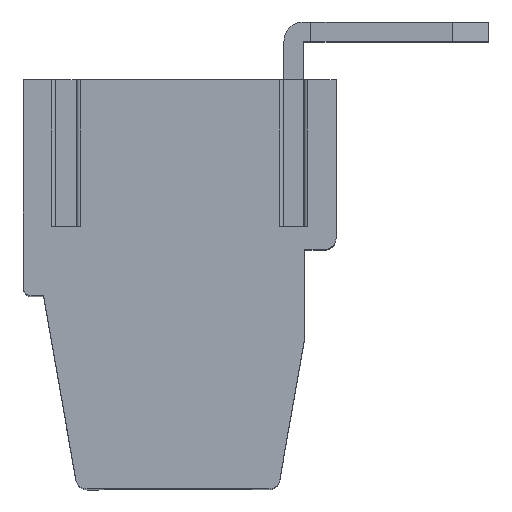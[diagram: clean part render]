
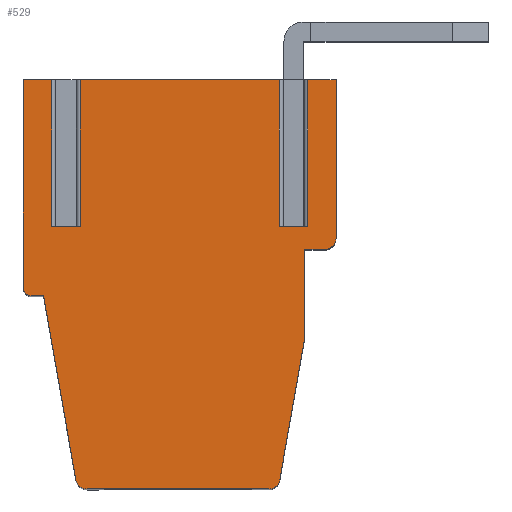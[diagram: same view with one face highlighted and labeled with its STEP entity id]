
A CAD part, top view. The second image highlights one B-rep face of the part: STEP entity #529.
In plain terms, the highlighted planar face has unit normal (0, 0, 1).
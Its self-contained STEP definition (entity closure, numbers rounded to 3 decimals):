
#529 = ADVANCED_FACE( '', ( #1079 ), #1080, .F. );
#1079 = FACE_OUTER_BOUND( '', #1635, .T. );
#1080 = PLANE( '', #1636 );
#1635 = EDGE_LOOP( '', ( #3245, #3246, #3247, #3248, #3249, #3250, #3251, #3252, #3253, #3254, #3255, #3256, #3257, #3258, #3259, #3260, #3261, #3262, #3263, #3264, #3265 ) );
#1636 = AXIS2_PLACEMENT_3D( '', #3266, #3267, #3268 );
#3245 = ORIENTED_EDGE( '', *, *, #3597, .T. );
#3246 = ORIENTED_EDGE( '', *, *, #4054, .T. );
#3247 = ORIENTED_EDGE( '', *, *, #4064, .T. );
#3248 = ORIENTED_EDGE( '', *, *, #3781, .T. );
#3249 = ORIENTED_EDGE( '', *, *, #3588, .T. );
#3250 = ORIENTED_EDGE( '', *, *, #3425, .F. );
#3251 = ORIENTED_EDGE( '', *, *, #4014, .T. );
#3252 = ORIENTED_EDGE( '', *, *, #3747, .T. );
#3253 = ORIENTED_EDGE( '', *, *, #3969, .T. );
#3254 = ORIENTED_EDGE( '', *, *, #4065, .F. );
#3255 = ORIENTED_EDGE( '', *, *, #3715, .T. );
#3256 = ORIENTED_EDGE( '', *, *, #4066, .T. );
#3257 = ORIENTED_EDGE( '', *, *, #3835, .T. );
#3258 = ORIENTED_EDGE( '', *, *, #4023, .T. );
#3259 = ORIENTED_EDGE( '', *, *, #3980, .T. );
#3260 = ORIENTED_EDGE( '', *, *, #3412, .F. );
#3261 = ORIENTED_EDGE( '', *, *, #4010, .F. );
#3262 = ORIENTED_EDGE( '', *, *, #3605, .T. );
#3263 = ORIENTED_EDGE( '', *, *, #3937, .T. );
#3264 = ORIENTED_EDGE( '', *, *, #3760, .T. );
#3265 = ORIENTED_EDGE( '', *, *, #4067, .T. );
#3266 = CARTESIAN_POINT( '', ( 51.952, 1.043, -42.5 ) );
#3267 = DIRECTION( '', ( 0., 0., -1. ) );
#3268 = DIRECTION( '', ( 0., -1., 0. ) );
#3412 = EDGE_CURVE( '', #4099, #4101, #4102, .T. );
#3425 = EDGE_CURVE( '', #4123, #4126, #4127, .T. );
#3588 = EDGE_CURVE( '', #4412, #4126, #4413, .T. );
#3597 = EDGE_CURVE( '', #4430, #4428, #4431, .T. );
#3605 = EDGE_CURVE( '', #4445, #4443, #4446, .T. );
#3715 = EDGE_CURVE( '', #4628, #4626, #4629, .T. );
#3747 = EDGE_CURVE( '', #4678, #4676, #4679, .T. );
#3760 = EDGE_CURVE( '', #4701, #4699, #4702, .T. );
#3781 = EDGE_CURVE( '', #4728, #4412, #4729, .T. );
#3835 = EDGE_CURVE( '', #4809, #4807, #4810, .T. );
#3937 = EDGE_CURVE( '', #4443, #4701, #4937, .T. );
#3969 = EDGE_CURVE( '', #4676, #4972, #4974, .T. );
#3980 = EDGE_CURVE( '', #4988, #4101, #4989, .T. );
#4010 = EDGE_CURVE( '', #4445, #4099, #5022, .T. );
#4014 = EDGE_CURVE( '', #4123, #4678, #5026, .T. );
#4023 = EDGE_CURVE( '', #4807, #4988, #5037, .T. );
#4054 = EDGE_CURVE( '', #4428, #5070, #5072, .T. );
#4064 = EDGE_CURVE( '', #5070, #4728, #5082, .T. );
#4065 = EDGE_CURVE( '', #4628, #4972, #5083, .T. );
#4066 = EDGE_CURVE( '', #4626, #4809, #5084, .T. );
#4067 = EDGE_CURVE( '', #4699, #4430, #5085, .T. );
#4099 = VERTEX_POINT( '', #5123 );
#4101 = VERTEX_POINT( '', #5126 );
#4102 = CIRCLE( '', #5127, 0.298 );
#4123 = VERTEX_POINT( '', #5161 );
#4126 = VERTEX_POINT( '', #5165 );
#4127 = LINE( '', #5166, #5167 );
#4412 = VERTEX_POINT( '', #5581 );
#4413 = LINE( '', #5582, #5583 );
#4428 = VERTEX_POINT( '', #5602 );
#4430 = VERTEX_POINT( '', #5604 );
#4431 = LINE( '', #5605, #5606 );
#4443 = VERTEX_POINT( '', #5622 );
#4445 = VERTEX_POINT( '', #5624 );
#4446 = LINE( '', #5625, #5626 );
#4626 = VERTEX_POINT( '', #5885 );
#4628 = VERTEX_POINT( '', #5888 );
#4629 = LINE( '', #5889, #5890 );
#4676 = VERTEX_POINT( '', #5957 );
#4678 = VERTEX_POINT( '', #5960 );
#4679 = LINE( '', #5961, #5962 );
#4699 = VERTEX_POINT( '', #5990 );
#4701 = VERTEX_POINT( '', #5992 );
#4702 = LINE( '', #5993, #5994 );
#4728 = VERTEX_POINT( '', #6031 );
#4729 = LINE( '', #6032, #6033 );
#4807 = VERTEX_POINT( '', #6150 );
#4809 = VERTEX_POINT( '', #6153 );
#4810 = LINE( '', #6154, #6155 );
#4937 = LINE( '', #6349, #6350 );
#4972 = VERTEX_POINT( '', #6404 );
#4974 = LINE( '', #6407, #6408 );
#4988 = VERTEX_POINT( '', #6427 );
#4989 = LINE( '', #6428, #6429 );
#5022 = LINE( '', #6475, #6476 );
#5026 = CIRCLE( '', #6481, 0.198 );
#5037 = LINE( '', #6496, #6497 );
#5070 = VERTEX_POINT( '', #6541 );
#5072 = LINE( '', #6543, #6544 );
#5082 = LINE( '', #6556, #6557 );
#5083 = CIRCLE( '', #6558, 0.298 );
#5084 = CIRCLE( '', #6559, 0.298 );
#5085 = LINE( '', #6560, #6561 );
#5123 = CARTESIAN_POINT( '', ( 56.05, -3.055, -42.5 ) );
#5126 = CARTESIAN_POINT( '', ( 55.752, -3.353, -42.5 ) );
#5127 = AXIS2_PLACEMENT_3D( '', #6586, #6587, #6588 );
#5161 = CARTESIAN_POINT( '', ( 47.954, -4.355, -42.5 ) );
#5165 = CARTESIAN_POINT( '', ( 47.954, 1.043, -42.5 ) );
#5166 = CARTESIAN_POINT( '', ( 47.954, -4.355, -42.5 ) );
#5167 = VECTOR( '', #6599, 1000. );
#5581 = CARTESIAN_POINT( '', ( 48.68, 1.043, -42.5 ) );
#5582 = CARTESIAN_POINT( '', ( 51.952, 1.043, -42.5 ) );
#5583 = VECTOR( '', #6760, 1000. );
#5602 = CARTESIAN_POINT( '', ( 49.42, 1.043, -42.5 ) );
#5604 = CARTESIAN_POINT( '', ( 54.58, 1.043, -42.5 ) );
#5605 = CARTESIAN_POINT( '', ( 51.952, 1.043, -42.5 ) );
#5606 = VECTOR( '', #6777, 1000. );
#5622 = CARTESIAN_POINT( '', ( 55.32, 1.043, -42.5 ) );
#5624 = CARTESIAN_POINT( '', ( 56.05, 1.043, -42.5 ) );
#5625 = CARTESIAN_POINT( '', ( 51.952, 1.043, -42.5 ) );
#5626 = VECTOR( '', #6791, 1000. );
#5885 = CARTESIAN_POINT( '', ( 54.302, -9.558, -42.5 ) );
#5888 = CARTESIAN_POINT( '', ( 49.602, -9.558, -42.5 ) );
#5889 = CARTESIAN_POINT( '', ( 49.602, -9.558, -42.5 ) );
#5890 = VECTOR( '', #6918, 1000. );
#5957 = CARTESIAN_POINT( '', ( 48.473, -4.553, -42.5 ) );
#5960 = CARTESIAN_POINT( '', ( 48.152, -4.553, -42.5 ) );
#5961 = CARTESIAN_POINT( '', ( 48.152, -4.553, -42.5 ) );
#5962 = VECTOR( '', #6952, 1000. );
#5990 = CARTESIAN_POINT( '', ( 54.58, -2.757, -42.5 ) );
#5992 = CARTESIAN_POINT( '', ( 55.32, -2.757, -42.5 ) );
#5993 = CARTESIAN_POINT( '', ( 55.27, -2.757, -42.5 ) );
#5994 = VECTOR( '', #6967, 1000. );
#6031 = CARTESIAN_POINT( '', ( 48.68, -2.757, -42.5 ) );
#6032 = CARTESIAN_POINT( '', ( 48.68, 1.043, -42.5 ) );
#6033 = VECTOR( '', #6988, 1000. );
#6150 = CARTESIAN_POINT( '', ( 55.236, -5.661, -42.5 ) );
#6153 = CARTESIAN_POINT( '', ( 54.599, -9.275, -42.5 ) );
#6154 = CARTESIAN_POINT( '', ( 54.595, -9.298, -42.5 ) );
#6155 = VECTOR( '', #7032, 1000. );
#6349 = CARTESIAN_POINT( '', ( 55.32, 1.043, -42.5 ) );
#6350 = VECTOR( '', #7106, 1000. );
#6404 = CARTESIAN_POINT( '', ( 49.305, -9.275, -42.5 ) );
#6407 = CARTESIAN_POINT( '', ( 48.473, -4.553, -42.5 ) );
#6408 = VECTOR( '', #7123, 1000. );
#6427 = CARTESIAN_POINT( '', ( 55.236, -3.353, -42.5 ) );
#6428 = CARTESIAN_POINT( '', ( 55.236, -3.353, -42.5 ) );
#6429 = VECTOR( '', #7132, 1000. );
#6475 = CARTESIAN_POINT( '', ( 56.05, 1.043, -42.5 ) );
#6476 = VECTOR( '', #7149, 1000. );
#6481 = AXIS2_PLACEMENT_3D( '', #7151, #7152, #7153 );
#6496 = CARTESIAN_POINT( '', ( 55.236, -5.661, -42.5 ) );
#6497 = VECTOR( '', #7161, 1000. );
#6541 = CARTESIAN_POINT( '', ( 49.42, -2.757, -42.5 ) );
#6543 = CARTESIAN_POINT( '', ( 49.42, 1.043, -42.5 ) );
#6544 = VECTOR( '', #7185, 1000. );
#6556 = CARTESIAN_POINT( '', ( 49.37, -2.757, -42.5 ) );
#6557 = VECTOR( '', #7188, 1000. );
#6558 = AXIS2_PLACEMENT_3D( '', #7189, #7190, #7191 );
#6559 = AXIS2_PLACEMENT_3D( '', #7192, #7193, #7194 );
#6560 = CARTESIAN_POINT( '', ( 54.58, 1.043, -42.5 ) );
#6561 = VECTOR( '', #7195, 1000. );
#6586 = CARTESIAN_POINT( '', ( 55.752, -3.055, -42.5 ) );
#6587 = DIRECTION( '', ( 0., 0., -1. ) );
#6588 = DIRECTION( '', ( 1., 0., 0. ) );
#6599 = DIRECTION( '', ( 0., 1., 0. ) );
#6760 = DIRECTION( '', ( -1., 0., 0. ) );
#6777 = DIRECTION( '', ( -1., 0., 0. ) );
#6791 = DIRECTION( '', ( -1., 0., 0. ) );
#6918 = DIRECTION( '', ( 1., 0., 0. ) );
#6952 = DIRECTION( '', ( 1., 0., 0. ) );
#6967 = DIRECTION( '', ( -1., 0., 0. ) );
#6988 = DIRECTION( '', ( 0., 1., 0. ) );
#7032 = DIRECTION( '', ( 0.174, 0.985, 0. ) );
#7106 = DIRECTION( '', ( 0., -1., 0. ) );
#7123 = DIRECTION( '', ( 0.174, -0.985, 0. ) );
#7132 = DIRECTION( '', ( 1., 0., 0. ) );
#7149 = DIRECTION( '', ( 0., -1., 0. ) );
#7151 = CARTESIAN_POINT( '', ( 48.152, -4.355, -42.5 ) );
#7152 = DIRECTION( '', ( 0., 0., 1. ) );
#7153 = DIRECTION( '', ( -1., 0., 0. ) );
#7161 = DIRECTION( '', ( 0., 1., 0. ) );
#7185 = DIRECTION( '', ( 0., -1., 0. ) );
#7188 = DIRECTION( '', ( -1., 0., 0. ) );
#7189 = CARTESIAN_POINT( '', ( 49.602, -9.26, -42.5 ) );
#7190 = DIRECTION( '', ( 0., 0., -1. ) );
#7191 = DIRECTION( '', ( 0., -1., 0. ) );
#7192 = CARTESIAN_POINT( '', ( 54.302, -9.26, -42.5 ) );
#7193 = DIRECTION( '', ( 0., 0., 1. ) );
#7194 = DIRECTION( '', ( 0., -1., 0. ) );
#7195 = DIRECTION( '', ( 0., 1., 0. ) );
